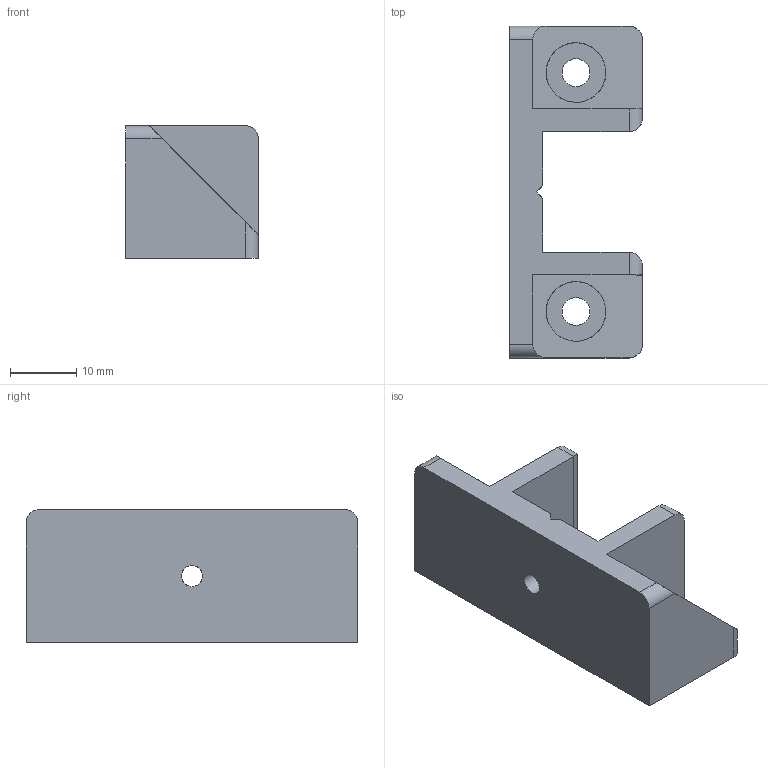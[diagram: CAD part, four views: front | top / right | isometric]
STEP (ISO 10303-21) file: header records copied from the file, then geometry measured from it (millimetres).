
FILE_DESCRIPTION(('FreeCAD Model'),'2;1');
FILE_NAME('y-motor-idler-x1.step', '2021-05-02T17:05:34',('Author'),(''), 'Open CASCADE STEP processor 7.3','FreeCAD','Unknown');
FILE_SCHEMA(('AUTOMOTIVE_DESIGN { 1 0 10303 214 1 1 1 1 }'));
Length unit declared in the file: millimetre
Products named in the file (1): y-idler
Bounding box: 20 x 50 x 20 mm (x, y, z)
Volume: 9658.2 mm3; surface area: 5142.4 mm2
Topology: 1 solids, 1 shells, 34 faces, 90 edges, 59 vertices
Faces by surface type: plane 21, cylinder 13
Full cylindrical faces by diameter (mm): 3.2 x1, 4.2 x2, 9 x2
Entity records: 2378 total; most frequent: CARTESIAN_POINT 586, DIRECTION 321, ORIENTED_EDGE 180, PCURVE 180, DEFINITIONAL_REPRESENTATION 180, LINE 176, VECTOR 176, EDGE_CURVE 90
